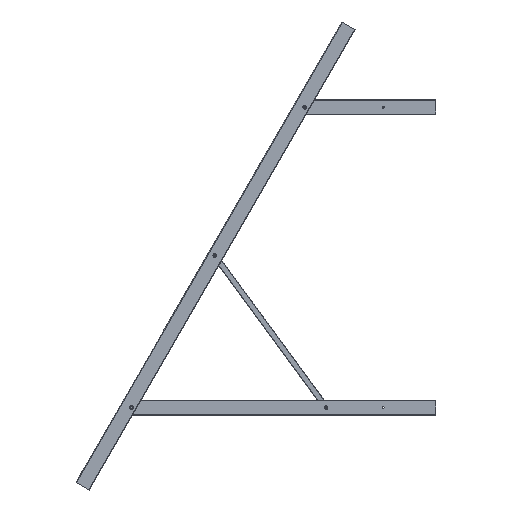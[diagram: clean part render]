
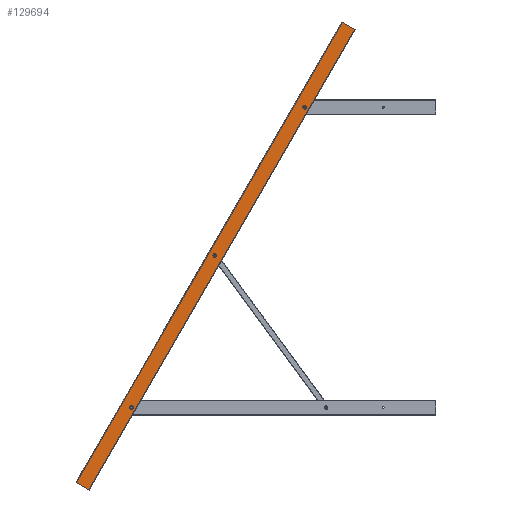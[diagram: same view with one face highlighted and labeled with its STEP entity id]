
A CAD part, left-side view. The second image highlights one B-rep face of the part: STEP entity #129694.
In plain terms, the highlighted planar face has unit normal (-1, 0, 0).
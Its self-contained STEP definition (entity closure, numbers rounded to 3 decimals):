
#1592 = FACE_BOUND ( 'NONE', #136381, .T. ) ;
#1634 = EDGE_CURVE ( 'NONE', #13001, #45567, #82621, .T. ) ;
#4617 = DIRECTION ( 'NONE',  ( -1., 0., 0. ) ) ;
#13001 = VERTEX_POINT ( 'NONE', #181294 ) ;
#13670 = CARTESIAN_POINT ( 'NONE',  ( -27.5, -17.5, 1156.5 ) ) ;
#13677 = ORIENTED_EDGE ( 'NONE', *, *, #117955, .F. ) ;
#15208 = CIRCLE ( 'NONE', #215258, 6.5 ) ;
#24096 = CARTESIAN_POINT ( 'NONE',  ( -27.5, -17.5, -1143.5 ) ) ;
#25461 = CARTESIAN_POINT ( 'NONE',  ( -27.5, 7.5, 0. ) ) ;
#25637 = EDGE_CURVE ( 'NONE', #186927, #13001, #226837, .T. ) ;
#27287 = DIRECTION ( 'NONE',  ( 0., -1., 0. ) ) ;
#30945 = EDGE_CURVE ( 'NONE', #83700, #87843, #80729, .T. ) ;
#31008 = EDGE_CURVE ( 'NONE', #52671, #228374, #130020, .T. ) ;
#32137 = ORIENTED_EDGE ( 'NONE', *, *, #25637, .T. ) ;
#41534 = CARTESIAN_POINT ( 'NONE',  ( -27.5, -45.5, 1762.5 ) ) ;
#42510 = CARTESIAN_POINT ( 'NONE',  ( -27.5, -50., 1762.5 ) ) ;
#44004 = DIRECTION ( 'NONE',  ( -1., 0., 0. ) ) ;
#44393 = DIRECTION ( 'NONE',  ( 0., -1., 0. ) ) ;
#45567 = VERTEX_POINT ( 'NONE', #73525 ) ;
#47011 = CARTESIAN_POINT ( 'NONE',  ( -27.5, -17.5, -1156.5 ) ) ;
#52671 = VERTEX_POINT ( 'NONE', #213217 ) ;
#53045 = ORIENTED_EDGE ( 'NONE', *, *, #231585, .F. ) ;
#56197 = DIRECTION ( 'NONE',  ( 0., -1., 0. ) ) ;
#59544 = CARTESIAN_POINT ( 'NONE',  ( -27.5, -17.5, 1150. ) ) ;
#61481 = AXIS2_PLACEMENT_3D ( 'NONE', #75888, #65977, #64816 ) ;
#64816 = DIRECTION ( 'NONE',  ( 0., -1., 0. ) ) ;
#65977 = DIRECTION ( 'NONE',  ( -1., 0., 0. ) ) ;
#66237 = CARTESIAN_POINT ( 'NONE',  ( -27.5, 7.5, 6.5 ) ) ;
#69046 = CIRCLE ( 'NONE', #61481, 6.5 ) ;
#69347 = ORIENTED_EDGE ( 'NONE', *, *, #30945, .F. ) ;
#72262 = ORIENTED_EDGE ( 'NONE', *, *, #105893, .F. ) ;
#73525 = CARTESIAN_POINT ( 'NONE',  ( -27.5, 48., -1762.5 ) ) ;
#73599 = PLANE ( 'NONE',  #202922 ) ;
#74960 = AXIS2_PLACEMENT_3D ( 'NONE', #129862, #4617, #148759 ) ;
#75888 = CARTESIAN_POINT ( 'NONE',  ( -27.5, 7.5, 0. ) ) ;
#76964 = DIRECTION ( 'NONE',  ( 0., 0., -1. ) ) ;
#80729 = CIRCLE ( 'NONE', #186571, 6.5 ) ;
#82215 = ORIENTED_EDGE ( 'NONE', *, *, #214828, .F. ) ;
#82621 = LINE ( 'NONE', #154722, #108898 ) ;
#83700 = VERTEX_POINT ( 'NONE', #24096 ) ;
#87843 = VERTEX_POINT ( 'NONE', #47011 ) ;
#91335 = FACE_BOUND ( 'NONE', #104382, .T. ) ;
#93649 = FACE_BOUND ( 'NONE', #171281, .T. ) ;
#95581 = VERTEX_POINT ( 'NONE', #131167 ) ;
#98314 = LINE ( 'NONE', #168049, #198397 ) ;
#101442 = CIRCLE ( 'NONE', #74960, 6.5 ) ;
#104382 = EDGE_LOOP ( 'NONE', ( #212226, #72262 ) ) ;
#104642 = EDGE_CURVE ( 'NONE', #186927, #233630, #167936, .T. ) ;
#105008 = VECTOR ( 'NONE', #76964, 1000. ) ;
#105893 = EDGE_CURVE ( 'NONE', #228374, #52671, #15208, .T. ) ;
#108898 = VECTOR ( 'NONE', #226913, 1000. ) ;
#111767 = ORIENTED_EDGE ( 'NONE', *, *, #1634, .T. ) ;
#117955 = EDGE_CURVE ( 'NONE', #95581, #139989, #133252, .T. ) ;
#121069 = EDGE_LOOP ( 'NONE', ( #82215, #156358, #32137, #111767 ) ) ;
#121907 = AXIS2_PLACEMENT_3D ( 'NONE', #25461, #130715, #44393 ) ;
#125391 = CARTESIAN_POINT ( 'NONE',  ( -27.5, -17.5, 1150. ) ) ;
#127953 = FACE_OUTER_BOUND ( 'NONE', #121069, .T. ) ;
#129694 = ADVANCED_FACE ( 'NONE', ( #91335, #1592, #93649, #127953 ), #73599, .T. ) ;
#129862 = CARTESIAN_POINT ( 'NONE',  ( -27.5, -17.5, -1150. ) ) ;
#130020 = CIRCLE ( 'NONE', #216968, 6.5 ) ;
#130715 = DIRECTION ( 'NONE',  ( -1., 0., 0. ) ) ;
#131151 = DIRECTION ( 'NONE',  ( 0., 1., 0. ) ) ;
#131167 = CARTESIAN_POINT ( 'NONE',  ( -27.5, 7.5, -6.5 ) ) ;
#133252 = CIRCLE ( 'NONE', #121907, 6.5 ) ;
#136381 = EDGE_LOOP ( 'NONE', ( #53045, #69347 ) ) ;
#139989 = VERTEX_POINT ( 'NONE', #66237 ) ;
#144457 = VECTOR ( 'NONE', #131151, 1000. ) ;
#148759 = DIRECTION ( 'NONE',  ( 0., -1., 0. ) ) ;
#154722 = CARTESIAN_POINT ( 'NONE',  ( -27.5, 48., 1762.5 ) ) ;
#155290 = DIRECTION ( 'NONE',  ( 0., -1., 0. ) ) ;
#156358 = ORIENTED_EDGE ( 'NONE', *, *, #104642, .F. ) ;
#161606 = CARTESIAN_POINT ( 'NONE',  ( -27.5, -45.5, -1762.5 ) ) ;
#162580 = CARTESIAN_POINT ( 'NONE',  ( -27.5, -17.5, -1150. ) ) ;
#167936 = LINE ( 'NONE', #41534, #105008 ) ;
#168049 = CARTESIAN_POINT ( 'NONE',  ( -27.5, -50., -1762.5 ) ) ;
#171281 = EDGE_LOOP ( 'NONE', ( #13677, #184390 ) ) ;
#181294 = CARTESIAN_POINT ( 'NONE',  ( -27.5, 48., 1762.5 ) ) ;
#181493 = DIRECTION ( 'NONE',  ( -1., 0., 0. ) ) ;
#184390 = ORIENTED_EDGE ( 'NONE', *, *, #200873, .F. ) ;
#186571 = AXIS2_PLACEMENT_3D ( 'NONE', #162580, #181493, #56197 ) ;
#186927 = VERTEX_POINT ( 'NONE', #228911 ) ;
#198397 = VECTOR ( 'NONE', #227132, 1000. ) ;
#200873 = EDGE_CURVE ( 'NONE', #139989, #95581, #69046, .T. ) ;
#202922 = AXIS2_PLACEMENT_3D ( 'NONE', #219042, #44004, #205962 ) ;
#203792 = DIRECTION ( 'NONE',  ( -1., 0., 0. ) ) ;
#205962 = DIRECTION ( 'NONE',  ( 0., -1., 0. ) ) ;
#207435 = DIRECTION ( 'NONE',  ( -1., 0., 0. ) ) ;
#212226 = ORIENTED_EDGE ( 'NONE', *, *, #31008, .F. ) ;
#213217 = CARTESIAN_POINT ( 'NONE',  ( -27.5, -17.5, 1143.5 ) ) ;
#214828 = EDGE_CURVE ( 'NONE', #233630, #45567, #98314, .T. ) ;
#215258 = AXIS2_PLACEMENT_3D ( 'NONE', #59544, #203792, #27287 ) ;
#216968 = AXIS2_PLACEMENT_3D ( 'NONE', #125391, #207435, #155290 ) ;
#219042 = CARTESIAN_POINT ( 'NONE',  ( -27.5, -50., 1762.5 ) ) ;
#226837 = LINE ( 'NONE', #42510, #144457 ) ;
#226913 = DIRECTION ( 'NONE',  ( 0., 0., -1. ) ) ;
#227132 = DIRECTION ( 'NONE',  ( 0., 1., 0. ) ) ;
#228374 = VERTEX_POINT ( 'NONE', #13670 ) ;
#228911 = CARTESIAN_POINT ( 'NONE',  ( -27.5, -45.5, 1762.5 ) ) ;
#231585 = EDGE_CURVE ( 'NONE', #87843, #83700, #101442, .T. ) ;
#233630 = VERTEX_POINT ( 'NONE', #161606 ) ;
